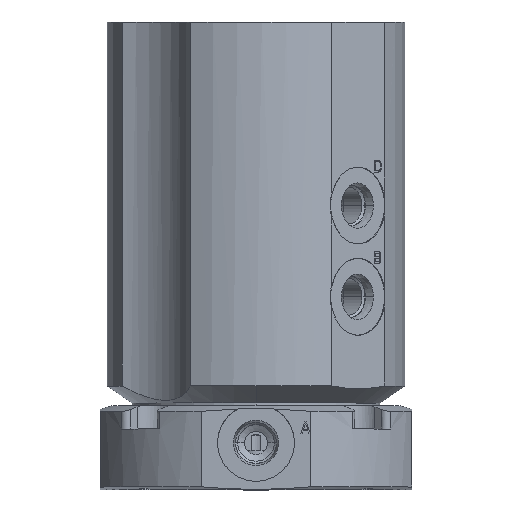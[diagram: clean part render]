
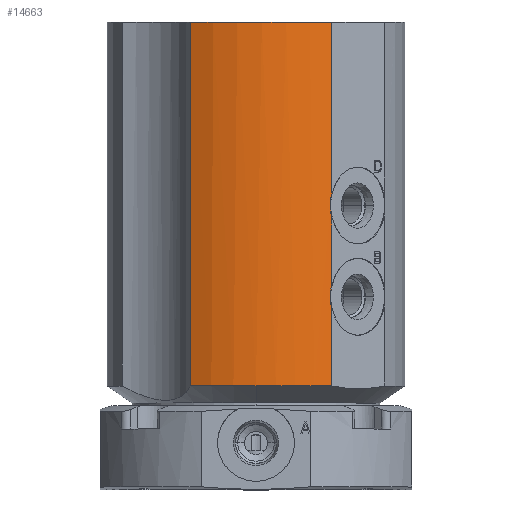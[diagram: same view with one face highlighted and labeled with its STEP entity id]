
A CAD part, top view. The second image highlights one B-rep face of the part: STEP entity #14663.
In plain terms, the highlighted cylindrical face has radius 40.64 mm (diameter 81.28 mm), a partial arc.
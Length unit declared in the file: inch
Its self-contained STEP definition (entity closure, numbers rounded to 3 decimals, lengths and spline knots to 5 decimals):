
#4440=CARTESIAN_POINT('',(0.81539,2.9375,1.37664));
#4441=CARTESIAN_POINT('',(0.81308,2.94668,1.37801));
#4442=CARTESIAN_POINT('',(0.80903,2.96516,1.38039));
#4443=CARTESIAN_POINT('',(0.80465,2.99329,1.38295));
#4444=CARTESIAN_POINT('',(0.80203,3.02163,1.38447));
#4445=CARTESIAN_POINT('',(0.80144,3.04053,1.38481));
#4446=CARTESIAN_POINT('',(0.80144,3.05,1.38481));
#4451=DIRECTION('',(0.,-1.,0.));
#4452=VECTOR('',#4451,0.755);
#4453=CARTESIAN_POINT('',(0.81539,2.9375,1.37664));
#4454=LINE('',#4453,#4452);
#4458=CARTESIAN_POINT('',(0.80144,2.07,1.38481));
#4459=CARTESIAN_POINT('',(0.80144,2.07947,1.38481));
#4460=CARTESIAN_POINT('',(0.80203,2.09837,1.38447));
#4461=CARTESIAN_POINT('',(0.80465,2.12671,1.38295));
#4462=CARTESIAN_POINT('',(0.80903,2.15484,1.38039));
#4463=CARTESIAN_POINT('',(0.81308,2.17332,1.37801));
#4464=CARTESIAN_POINT('',(0.81539,2.1825,1.37664));
#4469=CARTESIAN_POINT('',(0.81539,1.9575,1.37664));
#4470=CARTESIAN_POINT('',(0.81308,1.96668,1.37801));
#4471=CARTESIAN_POINT('',(0.80903,1.98516,1.38039));
#4472=CARTESIAN_POINT('',(0.80465,2.01329,1.38295));
#4473=CARTESIAN_POINT('',(0.80203,2.04163,1.38447));
#4474=CARTESIAN_POINT('',(0.80144,2.06053,1.38481));
#4475=CARTESIAN_POINT('',(0.80144,2.07,1.38481));
#4480=DIRECTION('',(0.,-1.,0.));
#4481=VECTOR('',#4480,0.84538);
#4482=CARTESIAN_POINT('',(0.81539,1.9575,1.37664));
#4483=LINE('',#4482,#4481);
#4487=DIRECTION('',(0.,-1.,0.));
#4488=VECTOR('',#4487,3.90788);
#4489=CARTESIAN_POINT('',(-0.70495,5.02,1.43633));
#4490=LINE('',#4489,#4488);
#4494=CARTESIAN_POINT('',(0.,5.02,0.));
#4495=DIRECTION('',(0.,1.,0.));
#4496=DIRECTION('',(-0.441,0.,0.898));
#4497=AXIS2_PLACEMENT_3D('',#4494,#4495,#4496);
#4502=DIRECTION('',(0.,-1.,0.));
#4503=VECTOR('',#4502,1.8575);
#4504=CARTESIAN_POINT('',(0.81539,5.02,1.37664));
#4505=LINE('',#4504,#4503);
#4509=CARTESIAN_POINT('',(0.80144,3.05,1.38481));
#4510=CARTESIAN_POINT('',(0.80144,3.05947,1.38481));
#4511=CARTESIAN_POINT('',(0.80203,3.07837,1.38447));
#4512=CARTESIAN_POINT('',(0.80465,3.10671,1.38295));
#4513=CARTESIAN_POINT('',(0.80903,3.13484,1.38039));
#4514=CARTESIAN_POINT('',(0.81308,3.15332,1.37801));
#4515=CARTESIAN_POINT('',(0.81539,3.1625,1.37664));
#6387=CARTESIAN_POINT('',(0.,1.11212,0.));
#6388=DIRECTION('',(0.,1.,0.));
#6389=DIRECTION('',(0.,0.,1.));
#6390=AXIS2_PLACEMENT_3D('',#6387,#6388,#6389);
#6408=CARTESIAN_POINT('',(0.81539,1.11212,1.37664));
#6449=CARTESIAN_POINT('',(0.,1.11212,0.));
#6450=DIRECTION('',(0.,-1.,0.));
#6451=DIRECTION('',(0.,0.,1.));
#6452=AXIS2_PLACEMENT_3D('',#6449,#6450,#6451);
#10614=CARTESIAN_POINT('',(-0.70495,5.02,1.43633));
#10616=VERTEX_POINT('',#10614);
#10618=CARTESIAN_POINT('',(-0.70495,1.11212,
1.43633));
#10619=VERTEX_POINT('',#10618);
#10630=CARTESIAN_POINT('',(0.81539,5.02,1.37664));
#10631=VERTEX_POINT('',#10630);
#10724=CARTESIAN_POINT('',(0.,1.11212,1.6));
#10726=VERTEX_POINT('',#10724);
#10739=VERTEX_POINT('',#6408);
#11622=VERTEX_POINT('',#4469);
#11623=VERTEX_POINT('',#4475);
#11626=VERTEX_POINT('',#4464);
#11650=VERTEX_POINT('',#4440);
#11651=VERTEX_POINT('',#4446);
#11654=VERTEX_POINT('',#4515);
#14635=CARTESIAN_POINT('',(0.,5.226,0.));
#14636=DIRECTION('',(0.,-1.,0.));
#14637=DIRECTION('',(0.,0.,1.));
#14638=AXIS2_PLACEMENT_3D('',#14635,#14636,#14637);
#14639=CYLINDRICAL_SURFACE('',#14638,1.6);
#14641=ORIENTED_EDGE('',*,*,#14640,.F.);
#14643=ORIENTED_EDGE('',*,*,#14642,.T.);
#14645=ORIENTED_EDGE('',*,*,#14644,.F.);
#14647=ORIENTED_EDGE('',*,*,#14646,.F.);
#14649=ORIENTED_EDGE('',*,*,#14648,.T.);
#14651=ORIENTED_EDGE('',*,*,#14650,.F.);
#14653=ORIENTED_EDGE('',*,*,#14652,.T.);
#14655=ORIENTED_EDGE('',*,*,#14654,.F.);
#14656=ORIENTED_EDGE('',*,*,#14578,.T.);
#14658=ORIENTED_EDGE('',*,*,#14657,.T.);
#14660=ORIENTED_EDGE('',*,*,#14659,.F.);
#14661=EDGE_LOOP('',(#14641,#14643,#14645,#14647,#14649,#14651,#14653,#14655,
#14656,#14658,#14660));
#14662=FACE_OUTER_BOUND('',#14661,.F.);
#4447=B_SPLINE_CURVE_WITH_KNOTS('',3,(#4440,#4441,#4442,#4443,#4444,#4445,
#4446),.UNSPECIFIED.,.F.,.F.,(4,1,1,1,4),(0.,0.25,0.5,0.75,1.),
.UNSPECIFIED.);
#4465=B_SPLINE_CURVE_WITH_KNOTS('',3,(#4458,#4459,#4460,#4461,#4462,#4463,
#4464),.UNSPECIFIED.,.F.,.F.,(4,1,1,1,4),(0.,0.25,0.5,0.75,1.),
.UNSPECIFIED.);
#4476=B_SPLINE_CURVE_WITH_KNOTS('',3,(#4469,#4470,#4471,#4472,#4473,#4474,
#4475),.UNSPECIFIED.,.F.,.F.,(4,1,1,1,4),(0.,0.25,0.5,0.75,1.),
.UNSPECIFIED.);
#4498=CIRCLE('',#4497,1.6);
#4516=B_SPLINE_CURVE_WITH_KNOTS('',3,(#4509,#4510,#4511,#4512,#4513,#4514,
#4515),.UNSPECIFIED.,.F.,.F.,(4,1,1,1,4),(0.,0.25,0.5,0.75,1.),
.UNSPECIFIED.);
#6391=CIRCLE('',#6390,1.6);
#6453=CIRCLE('',#6452,1.6);
#14578=EDGE_CURVE('',#10616,#10631,#4498,.T.);
#14640=EDGE_CURVE('',#11650,#11651,#4447,.T.);
#14642=EDGE_CURVE('',#11650,#11626,#4454,.T.);
#14644=EDGE_CURVE('',#11623,#11626,#4465,.T.);
#14646=EDGE_CURVE('',#11622,#11623,#4476,.T.);
#14648=EDGE_CURVE('',#11622,#10739,#4483,.T.);
#14650=EDGE_CURVE('',#10726,#10739,#6391,.T.);
#14652=EDGE_CURVE('',#10726,#10619,#6453,.T.);
#14654=EDGE_CURVE('',#10616,#10619,#4490,.T.);
#14657=EDGE_CURVE('',#10631,#11654,#4505,.T.);
#14659=EDGE_CURVE('',#11651,#11654,#4516,.T.);
#14663=ADVANCED_FACE('',(#14662),#14639,.T.);
